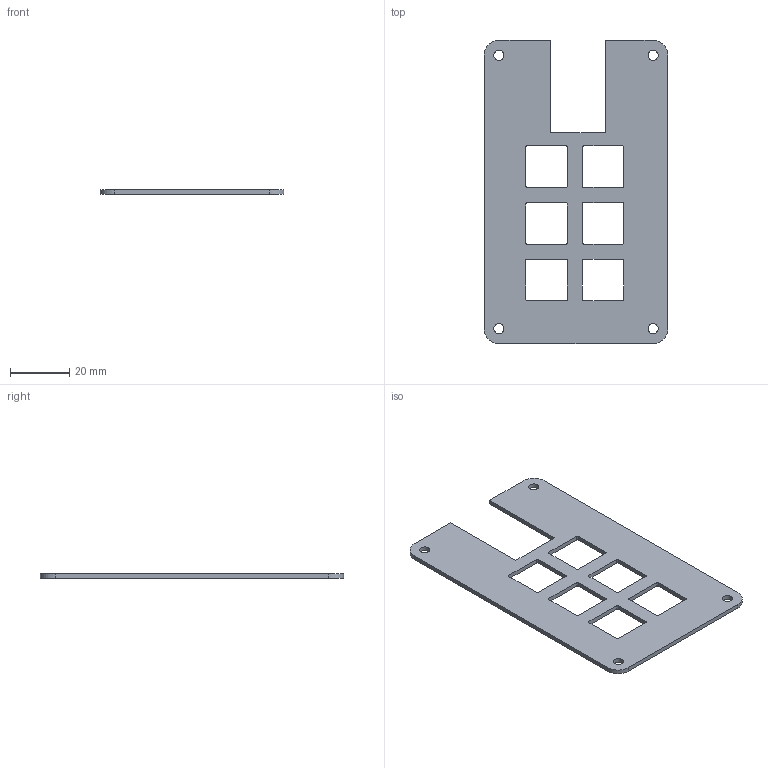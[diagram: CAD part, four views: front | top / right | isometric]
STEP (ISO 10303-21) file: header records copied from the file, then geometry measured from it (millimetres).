
FILE_DESCRIPTION(/* description */ (''),/* implementation_level */ '2;1');
FILE_NAME(/* name */ 'TOP.step',/* time_stamp */ '2025-06-13T10:05:17-04:00',/* author */ (''),/* organization */ (''),/* preprocessor_version */ 'ST-DEVELOPER v20.1',/* originating_system */ 'Autodesk Translation Framework v14.10.0.0',/* authorisation */ '');
FILE_SCHEMA (('AUTOMOTIVE_DESIGN { 1 0 10303 214 3 1 1 }'));
Length unit declared in the file: millimetre
Products named in the file (3): loaf; Loaf_1; case
Assembly tree (2 placements, depth 3):
  loaf
    Loaf_1
      case
Bounding box: 61.9 x 102.01 x 1.5 mm (x, y, z)
Volume: 6761.4 mm3; surface area: 10155.8 mm2
Topology: 1 solids, 1 shells, 121 faces, 339 edges, 226 vertices
Faces by surface type: plane 67, cylinder 32, bspline 22
Full cylindrical faces by diameter (mm): 3.4 x4
Entity records: 4210 total; most frequent: CARTESIAN_POINT 1065, ORIENTED_EDGE 678, DIRECTION 567, EDGE_CURVE 339, LINE 231, VECTOR 231, VERTEX_POINT 226, AXIS2_PLACEMENT_3D 168
